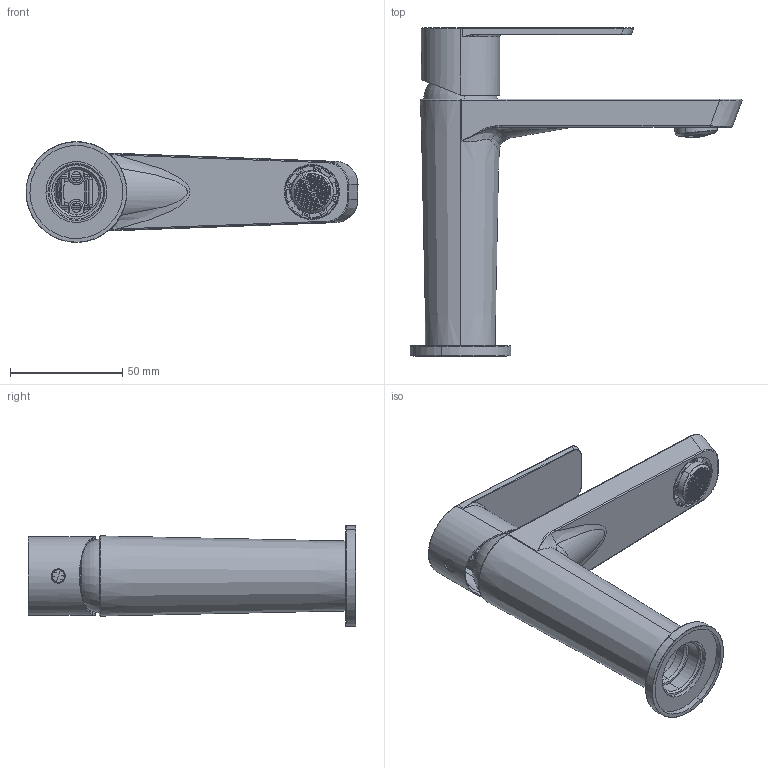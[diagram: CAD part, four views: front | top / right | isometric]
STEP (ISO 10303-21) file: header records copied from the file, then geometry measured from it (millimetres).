
FILE_DESCRIPTION (( 'STEP AP203' ), '1' );
FILE_NAME ('36AP08943.STEP', '2023-10-27T07:04:22', ( '' ), ( '' ), 'SwSTEP 2.0', 'SolidWorks 2021', '' );
FILE_SCHEMA (( 'CONFIG_CONTROL_DESIGN' ));
Length unit declared in the file: millimetre
Products named in the file (1): 36AP08943
Bounding box: 148.1 x 146.3 x 44.98 mm (x, y, z)
Volume: 67538.4 mm3; surface area: 64619.3 mm2
Topology: 7 solids, 7 shells, 2230 faces, 5704 edges, 3743 vertices
Faces by surface type: plane 1882, cylinder 168, bspline 106, cone 43, torus 21, sphere 10
Entity records: 80772 total; most frequent: CARTESIAN_POINT 26567, ORIENTED_EDGE 11390, DIRECTION 10974, EDGE_CURVE 5695, VERTEX_POINT 3743, LINE 3712, VECTOR 3712, AXIS2_PLACEMENT_3D 3631
